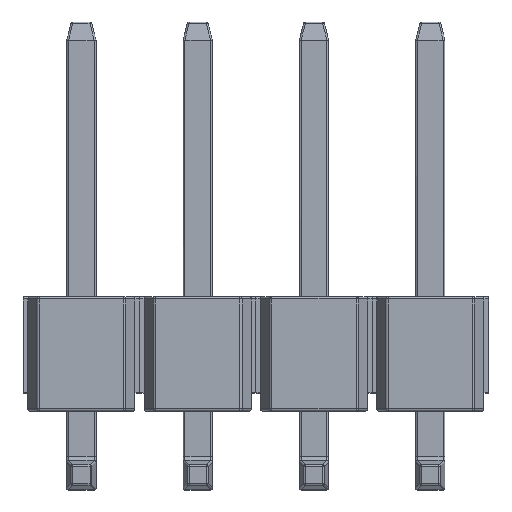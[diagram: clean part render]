
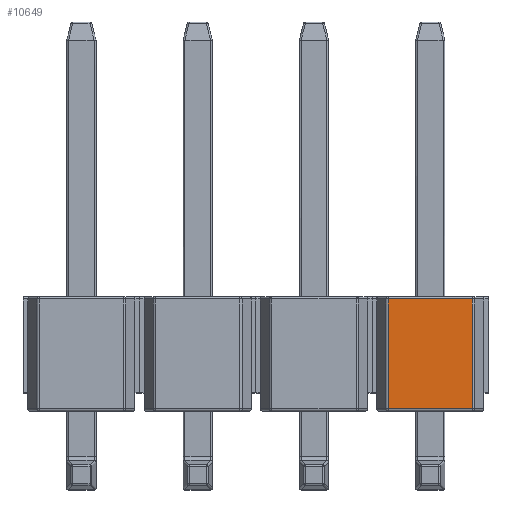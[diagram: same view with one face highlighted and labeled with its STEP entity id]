
A CAD part, top view. The second image highlights one B-rep face of the part: STEP entity #10649.
In plain terms, the highlighted planar face has unit normal (0, 0, 1).
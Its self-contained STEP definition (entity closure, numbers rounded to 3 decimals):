
#588 = VECTOR ( 'NONE', #2397, 1000. ) ;
#780 = EDGE_LOOP ( 'NONE', ( #2857, #4171, #9828, #12428 ) ) ;
#872 = DIRECTION ( 'NONE',  ( 0., -1., 0. ) ) ;
#882 = CARTESIAN_POINT ( 'NONE',  ( -0.919, 1.2, 1.25 ) ) ;
#1016 = EDGE_CURVE ( 'NONE', #11541, #10815, #12231, .T. ) ;
#2078 = DIRECTION ( 'NONE',  ( 1., 0., 0. ) ) ;
#2152 = VECTOR ( 'NONE', #3775, 1000. ) ;
#2396 = CARTESIAN_POINT ( 'NONE',  ( -0.919, 1.25, 1.25 ) ) ;
#2397 = DIRECTION ( 'NONE',  ( 0., -1., 0. ) ) ;
#2857 = ORIENTED_EDGE ( 'NONE', *, *, #10823, .F. ) ;
#3482 = PLANE ( 'NONE',  #8654 ) ;
#3775 = DIRECTION ( 'NONE',  ( -1., 0., 0. ) ) ;
#4171 = ORIENTED_EDGE ( 'NONE', *, *, #6462, .T. ) ;
#5430 = CARTESIAN_POINT ( 'NONE',  ( 0.919, 1.2, 1.25 ) ) ;
#5569 = CARTESIAN_POINT ( 'NONE',  ( -0.919, -1.2, 1.25 ) ) ;
#5618 = DIRECTION ( 'NONE',  ( -1., 0., 0. ) ) ;
#5630 = CARTESIAN_POINT ( 'NONE',  ( 0.919, -1.2, 1.25 ) ) ;
#6462 = EDGE_CURVE ( 'NONE', #10570, #11541, #10605, .T. ) ;
#7300 = VECTOR ( 'NONE', #2078, 1000. ) ;
#7352 = CARTESIAN_POINT ( 'NONE',  ( -0.919, -1.2, 1.25 ) ) ;
#7614 = VERTEX_POINT ( 'NONE', #5630 ) ;
#8654 = AXIS2_PLACEMENT_3D ( 'NONE', #2396, #11924, #5618 ) ;
#9438 = VECTOR ( 'NONE', #872, 1000. ) ;
#9729 = LINE ( 'NONE', #11926, #588 ) ;
#9828 = ORIENTED_EDGE ( 'NONE', *, *, #1016, .T. ) ;
#10570 = VERTEX_POINT ( 'NONE', #5430 ) ;
#10605 = LINE ( 'NONE', #11168, #2152 ) ;
#10649 = ADVANCED_FACE ( 'NONE', ( #11045 ), #3482, .F. ) ;
#10815 = VERTEX_POINT ( 'NONE', #5569 ) ;
#10823 = EDGE_CURVE ( 'NONE', #10570, #7614, #9729, .T. ) ;
#11045 = FACE_OUTER_BOUND ( 'NONE', #780, .T. ) ;
#11168 = CARTESIAN_POINT ( 'NONE',  ( -0.919, 1.2, 1.25 ) ) ;
#11541 = VERTEX_POINT ( 'NONE', #882 ) ;
#11924 = DIRECTION ( 'NONE',  ( 0., 0., -1. ) ) ;
#11926 = CARTESIAN_POINT ( 'NONE',  ( 0.919, 1.25, 1.25 ) ) ;
#12231 = LINE ( 'NONE', #13556, #9438 ) ;
#12428 = ORIENTED_EDGE ( 'NONE', *, *, #12740, .T. ) ;
#12740 = EDGE_CURVE ( 'NONE', #10815, #7614, #12869, .T. ) ;
#12869 = LINE ( 'NONE', #7352, #7300 ) ;
#13556 = CARTESIAN_POINT ( 'NONE',  ( -0.919, 1.25, 1.25 ) ) ;
